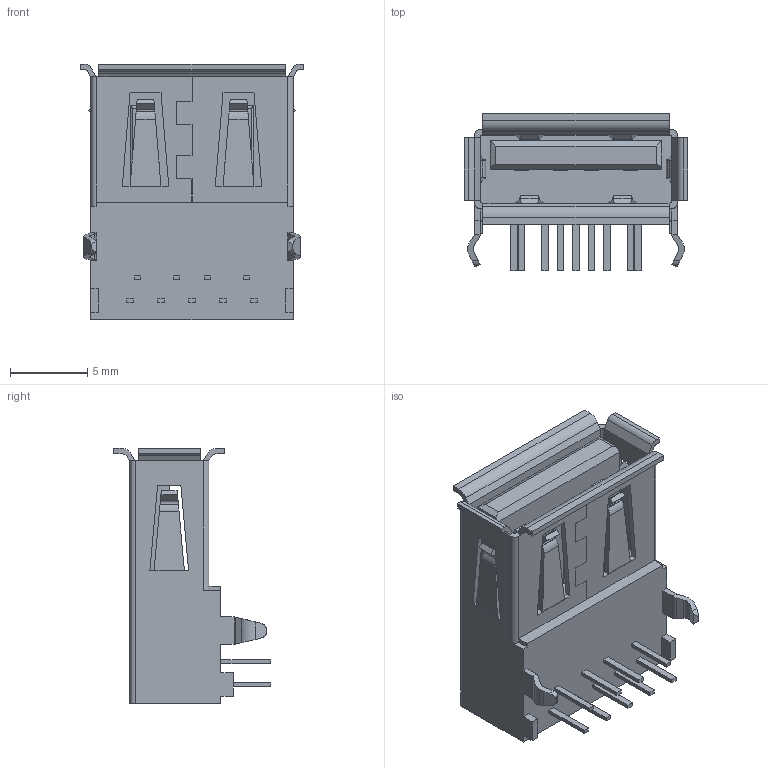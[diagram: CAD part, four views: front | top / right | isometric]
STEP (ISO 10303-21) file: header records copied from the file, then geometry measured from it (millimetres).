
FILE_DESCRIPTION((''),'2;1');
FILE_NAME('595826-001','2014-11-05T',('jayala'),('Arris Group, Inc.'),'PRO/ENGINEER BY PARAMETRIC TECHNOLOGY CORPORATION, 2012200','PRO/ENGINEER BY PARAMETRIC TECHNOLOGY CORPORATION, 2012200','');
FILE_SCHEMA(('CONFIG_CONTROL_DESIGN'));
Length unit declared in the file: millimetre
Products named in the file (1): 595826-001
Bounding box: 14.4 x 10.14 x 16.5 mm (x, y, z)
Volume: 853.4 mm3; surface area: 1391 mm2
Topology: 1 solids, 1 shells, 313 faces, 853 edges, 548 vertices
Faces by surface type: plane 247, cylinder 66
Entity records: 9810 total; most frequent: CARTESIAN_POINT 1995, ORIENTED_EDGE 1706, DIRECTION 1432, EDGE_CURVE 853, VECTOR 722, LINE 722, VERTEX_POINT 548, AXIS2_PLACEMENT_3D 355
